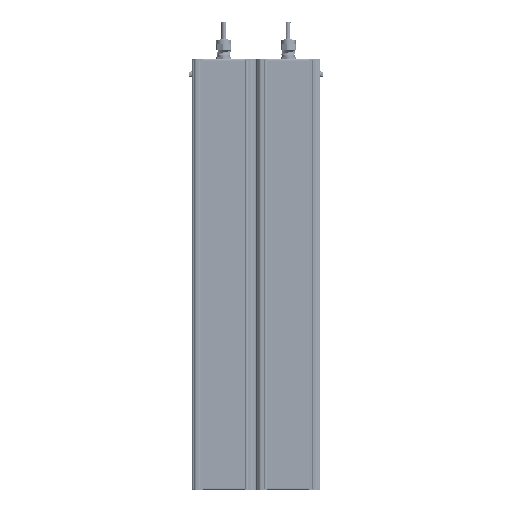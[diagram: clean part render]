
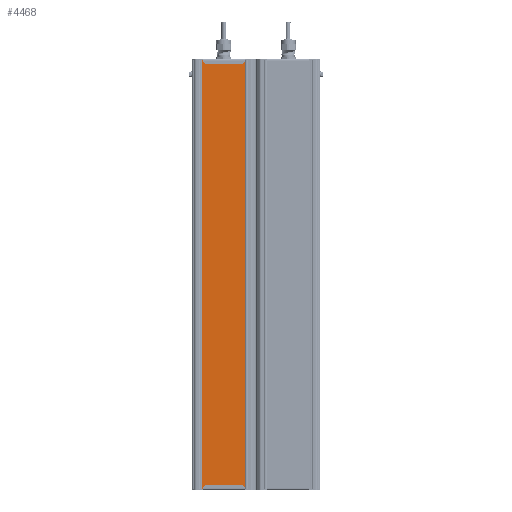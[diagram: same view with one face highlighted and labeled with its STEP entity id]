
A CAD part, front view. The second image highlights one B-rep face of the part: STEP entity #4468.
In plain terms, the highlighted face is planar.
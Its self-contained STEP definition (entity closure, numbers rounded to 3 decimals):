
#4468=ADVANCED_FACE('',(#10728),#10730,.T.);
#10728=FACE_BOUND('',#10729,.T.);
#10729=EDGE_LOOP('',(#36814,#36815,#36816,#36817));
#10730=PLANE('',#10731);
#10731=AXIS2_PLACEMENT_3D('',#10732,#10733,#10734);
#10732=CARTESIAN_POINT('',(120.465,593.492,117.308));
#10733=DIRECTION('',(0.,0.,-1.));
#10734=DIRECTION('',(0.,1.,0.));
#36814=ORIENTED_EDGE('',*,*,#41873,.T.);
#36815=ORIENTED_EDGE('',*,*,#41872,.T.);
#36816=ORIENTED_EDGE('',*,*,#41874,.F.);
#36817=ORIENTED_EDGE('',*,*,#41875,.F.);
#41872=EDGE_CURVE('',#45340,#45345,#45347,.T.);
#41873=EDGE_CURVE('',#45348,#45340,#45349,.T.);
#41874=EDGE_CURVE('',#45350,#45345,#45351,.T.);
#41875=EDGE_CURVE('',#45348,#45350,#45352,.T.);
#45340=VERTEX_POINT('',#55361);
#45345=VERTEX_POINT('',#55370);
#45347=LINE('',#55374,#55375);
#45348=VERTEX_POINT('',#55377);
#45349=LINE('',#55378,#55379);
#45350=VERTEX_POINT('',#55381);
#45351=LINE('',#55382,#55383);
#45352=LINE('',#55385,#55386);
#55361=CARTESIAN_POINT('',(120.465,679.838,117.308));
#55370=CARTESIAN_POINT('',(866.465,679.838,117.308));
#55374=CARTESIAN_POINT('',(120.465,679.838,117.308));
#55375=VECTOR('',#55376,1.);
#55376=DIRECTION('',(1.,0.,0.));
#55377=CARTESIAN_POINT('',(120.465,593.492,117.308));
#55378=CARTESIAN_POINT('',(120.465,593.492,117.308));
#55379=VECTOR('',#55380,1.);
#55380=DIRECTION('',(0.,1.,0.));
#55381=CARTESIAN_POINT('',(866.465,593.492,117.308));
#55382=CARTESIAN_POINT('',(866.465,593.492,117.308));
#55383=VECTOR('',#55384,1.);
#55384=DIRECTION('',(0.,1.,0.));
#55385=CARTESIAN_POINT('',(120.465,593.492,117.308));
#55386=VECTOR('',#55387,1.);
#55387=DIRECTION('',(1.,0.,0.));
